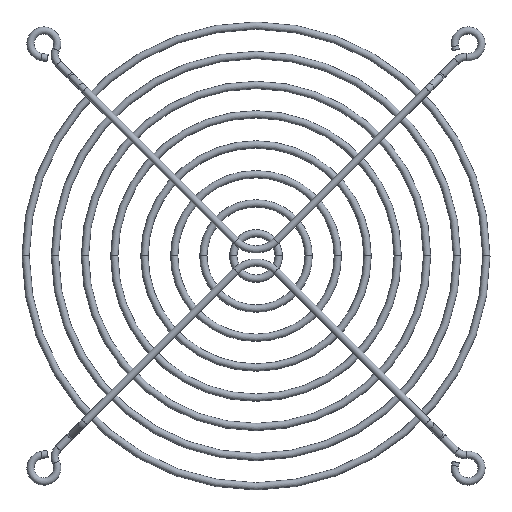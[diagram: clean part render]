
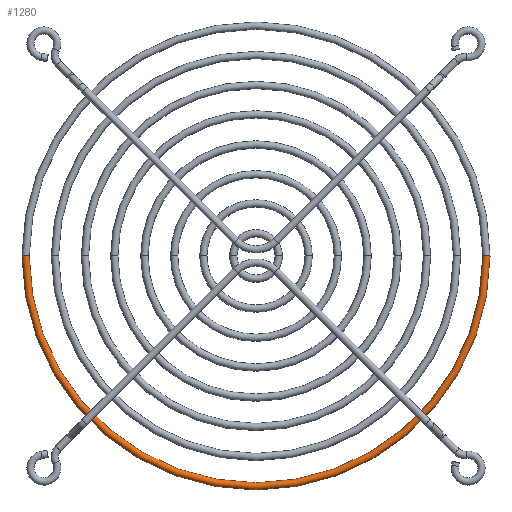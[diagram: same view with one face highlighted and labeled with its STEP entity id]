
A CAD part, top view. The second image highlights one B-rep face of the part: STEP entity #1280.
In plain terms, the highlighted toroidal (fillet/blend) face has major radius 56.9 mm and minor radius 0.9 mm.
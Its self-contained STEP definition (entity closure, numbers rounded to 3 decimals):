
#1193=CARTESIAN_POINT('',(0.,0.,0.));
#1194=DIRECTION('',(0.,0.,-1.));
#1195=DIRECTION('',(1.,0.,0.));
#1196=AXIS2_PLACEMENT_3D('',#1193,#1194,#1195);
#1201=CARTESIAN_POINT('',(56.9,0.,0.));
#1202=DIRECTION('',(0.,-1.,0.));
#1203=DIRECTION('',(1.,0.,0.));
#1204=AXIS2_PLACEMENT_3D('',#1201,#1202,#1203);
#1209=CARTESIAN_POINT('',(-56.9,0.,0.));
#1210=DIRECTION('',(0.,1.,0.));
#1211=DIRECTION('',(-1.,0.,0.));
#1212=AXIS2_PLACEMENT_3D('',#1209,#1210,#1211);
#1249=CARTESIAN_POINT('',(0.,0.,0.));
#1250=DIRECTION('',(0.,0.,-1.));
#1251=DIRECTION('',(1.,0.,0.));
#1252=AXIS2_PLACEMENT_3D('',#1249,#1250,#1251);
#1257=CARTESIAN_POINT('',(57.8,0.,0.));
#1258=CARTESIAN_POINT('',(56.,0.,0.));
#1259=VERTEX_POINT('',#1257);
#1260=VERTEX_POINT('',#1258);
#1261=CARTESIAN_POINT('',(-57.8,0.,0.));
#1262=CARTESIAN_POINT('',(-56.,0.,0.));
#1263=VERTEX_POINT('',#1261);
#1264=VERTEX_POINT('',#1262);
#1265=CARTESIAN_POINT('',(0.,0.,0.));
#1266=DIRECTION('',(0.,0.,-1.));
#1267=DIRECTION('',(-1.,0.,0.));
#1268=AXIS2_PLACEMENT_3D('',#1265,#1266,#1267);
#1269=TOROIDAL_SURFACE('',#1268,56.9,0.9);
#1271=ORIENTED_EDGE('',*,*,#1270,.F.);
#1273=ORIENTED_EDGE('',*,*,#1272,.T.);
#1275=ORIENTED_EDGE('',*,*,#1274,.T.);
#1277=ORIENTED_EDGE('',*,*,#1276,.F.);
#1278=EDGE_LOOP('',(#1271,#1273,#1275,#1277));
#1279=FACE_OUTER_BOUND('',#1278,.F.);
#1197=CIRCLE('',#1196,57.8);
#1205=CIRCLE('',#1204,0.9);
#1213=CIRCLE('',#1212,0.9);
#1253=CIRCLE('',#1252,56.);
#1270=EDGE_CURVE('',#1259,#1260,#1205,.T.);
#1272=EDGE_CURVE('',#1259,#1263,#1197,.T.);
#1274=EDGE_CURVE('',#1263,#1264,#1213,.T.);
#1276=EDGE_CURVE('',#1260,#1264,#1253,.T.);
#1280=ADVANCED_FACE('',(#1279),#1269,.T.);
